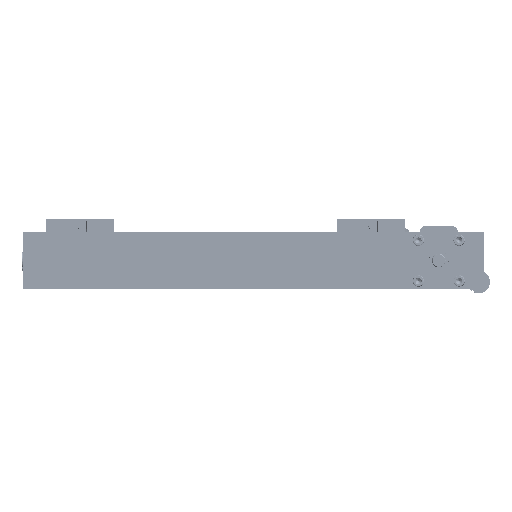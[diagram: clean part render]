
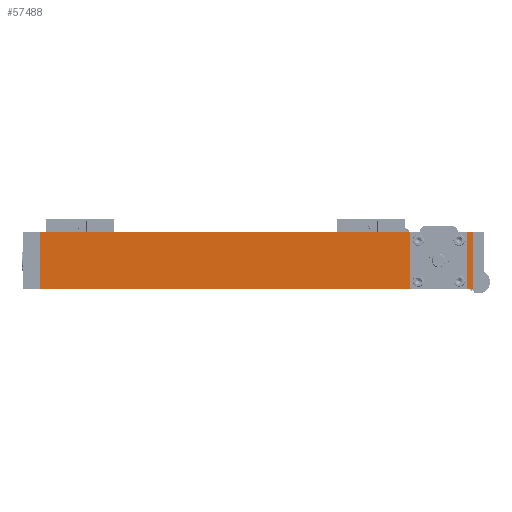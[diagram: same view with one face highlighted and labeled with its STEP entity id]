
A CAD part, left-side view. The second image highlights one B-rep face of the part: STEP entity #57488.
In plain terms, the highlighted face is planar.
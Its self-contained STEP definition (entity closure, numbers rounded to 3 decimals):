
#904=LINE('',#75914,#4927);
#905=LINE('',#75917,#4928);
#906=LINE('',#75919,#4929);
#907=LINE('',#75921,#4930);
#4927=VECTOR('',#64172,1000.);
#4928=VECTOR('',#64173,1000.);
#4929=VECTOR('',#64174,1000.);
#4930=VECTOR('',#64175,1000.);
#10021=ORIENTED_EDGE('',*,*,#22074,.T.);
#10022=ORIENTED_EDGE('',*,*,#22073,.T.);
#10023=ORIENTED_EDGE('',*,*,#22071,.T.);
#10024=ORIENTED_EDGE('',*,*,#22069,.T.);
#10025=ORIENTED_EDGE('',*,*,#22068,.T.);
#10026=ORIENTED_EDGE('',*,*,#22135,.F.);
#10027=ORIENTED_EDGE('',*,*,#22136,.F.);
#10028=ORIENTED_EDGE('',*,*,#22137,.T.);
#10029=ORIENTED_EDGE('',*,*,#22138,.T.);
#22068=EDGE_CURVE('',#28153,#28153,#32275,.T.);
#22069=EDGE_CURVE('',#28154,#28154,#32276,.T.);
#22071=EDGE_CURVE('',#28155,#28155,#32277,.T.);
#22073=EDGE_CURVE('',#28156,#28156,#32278,.T.);
#22074=EDGE_CURVE('',#28157,#28157,#32279,.T.);
#22135=EDGE_CURVE('',#28210,#28211,#904,.T.);
#22136=EDGE_CURVE('',#28212,#28210,#905,.T.);
#22137=EDGE_CURVE('',#28212,#28213,#906,.T.);
#22138=EDGE_CURVE('',#28213,#28211,#907,.T.);
#28153=VERTEX_POINT('',#75762);
#28154=VERTEX_POINT('',#75765);
#28155=VERTEX_POINT('',#75769);
#28156=VERTEX_POINT('',#75773);
#28157=VERTEX_POINT('',#75776);
#28210=VERTEX_POINT('',#75915);
#28211=VERTEX_POINT('',#75916);
#28212=VERTEX_POINT('',#75918);
#28213=VERTEX_POINT('',#75920);
#32275=CIRCLE('',#60051,15.);
#32276=CIRCLE('',#60053,2.459);
#32277=CIRCLE('',#60056,2.459);
#32278=CIRCLE('',#60059,2.459);
#32279=CIRCLE('',#60061,2.459);
#33660=EDGE_LOOP('',(#10021));
#33661=EDGE_LOOP('',(#10022));
#33662=EDGE_LOOP('',(#10023));
#33663=EDGE_LOOP('',(#10024));
#33664=EDGE_LOOP('',(#10025));
#33665=EDGE_LOOP('',(#10026,#10027,#10028,#10029));
#36819=FACE_BOUND('',#33660,.T.);
#36820=FACE_BOUND('',#33661,.T.);
#36821=FACE_BOUND('',#33662,.T.);
#36822=FACE_BOUND('',#33663,.T.);
#36823=FACE_BOUND('',#33664,.T.);
#36824=FACE_BOUND('',#33665,.T.);
#39915=PLANE('',#60120);
#57488=ADVANCED_FACE('',(#36819,#36820,#36821,#36822,#36823,#36824),#39915,
 .F.);
#60051=AXIS2_PLACEMENT_3D('',#75761,#64006,#64007);
#60053=AXIS2_PLACEMENT_3D('',#75764,#64010,#64011);
#60056=AXIS2_PLACEMENT_3D('',#75768,#64016,#64017);
#60059=AXIS2_PLACEMENT_3D('',#75772,#64022,#64023);
#60061=AXIS2_PLACEMENT_3D('',#75775,#64026,#64027);
#60120=AXIS2_PLACEMENT_3D('',#75913,#64170,#64171);
#64006=DIRECTION('',(-1.,0.,0.));
#64007=DIRECTION('',(0.,1.,0.));
#64010=DIRECTION('',(-1.,0.,0.));
#64011=DIRECTION('',(0.,0.,-1.));
#64016=DIRECTION('',(-1.,0.,0.));
#64017=DIRECTION('',(0.,0.,-1.));
#64022=DIRECTION('',(-1.,0.,0.));
#64023=DIRECTION('',(0.,0.,1.));
#64026=DIRECTION('',(-1.,0.,0.));
#64027=DIRECTION('',(0.,0.,1.));
#64170=DIRECTION('',(-1.,0.,0.));
#64171=DIRECTION('',(0.,0.,1.));
#64172=DIRECTION('',(0.,-1.,0.));
#64173=DIRECTION('',(0.,0.,-1.));
#64174=DIRECTION('',(0.,-1.,0.));
#64175=DIRECTION('',(0.,0.,-1.));
#75761=CARTESIAN_POINT('',(25.,152.,0.));
#75762=CARTESIAN_POINT('',(25.,167.,0.));
#75764=CARTESIAN_POINT('',(25.,170.,18.));
#75765=CARTESIAN_POINT('',(25.,170.,15.542));
#75768=CARTESIAN_POINT('',(25.,170.,-18.));
#75769=CARTESIAN_POINT('',(25.,170.,-20.459));
#75772=CARTESIAN_POINT('',(25.,134.,18.));
#75773=CARTESIAN_POINT('',(25.,134.,20.459));
#75775=CARTESIAN_POINT('',(25.,134.,-18.));
#75776=CARTESIAN_POINT('',(25.,134.,-15.542));
#75913=CARTESIAN_POINT('',(25.,102.,25.));
#75914=CARTESIAN_POINT('',(25.,102.,-25.));
#75915=CARTESIAN_POINT('',(25.,182.,-25.));
#75916=CARTESIAN_POINT('',(25.,-200.,-25.));
#75917=CARTESIAN_POINT('',(25.,182.,25.));
#75918=CARTESIAN_POINT('',(25.,182.,25.));
#75919=CARTESIAN_POINT('',(25.,102.,25.));
#75920=CARTESIAN_POINT('',(25.,-200.,25.));
#75921=CARTESIAN_POINT('',(25.,-200.,25.));
